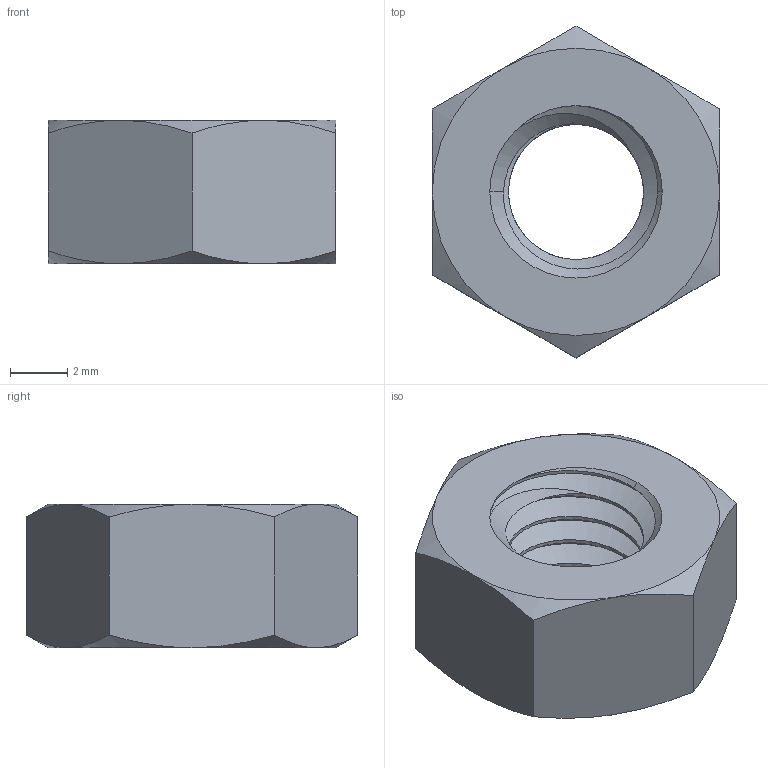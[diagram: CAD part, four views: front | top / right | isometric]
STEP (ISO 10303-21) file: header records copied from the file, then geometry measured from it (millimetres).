
FILE_DESCRIPTION (( 'STEP AP203' ), '1' );
FILE_NAME ('94166A130_Black-Oxide High-Strength steel Hex nut.STEP', '2021-07-07T03:47:53', ( 'Administrator' ), ( 'Managed by Terraform' ), 'SwSTEP 2.0', 'SolidWorks 2017', '' );
FILE_SCHEMA (( 'CONFIG_CONTROL_DESIGN' ));
Length unit declared in the file: millimetre
Products named in the file (1): 94166A130_Black-Oxide High-Strength steel Hex nut
Bounding box: 10 x 11.55 x 5 mm (x, y, z)
Volume: 315 mm3; surface area: 426.8 mm2
Topology: 1 solids, 1 shells, 41 faces, 101 edges, 62 vertices
Faces by surface type: cone 19, cylinder 11, plane 8, bspline 3
Entity records: 2269 total; most frequent: CARTESIAN_POINT 1362, ORIENTED_EDGE 202, DIRECTION 139, EDGE_CURVE 101, VERTEX_POINT 62, AXIS2_PLACEMENT_3D 59, EDGE_LOOP 43, FACE_OUTER_BOUND 41
